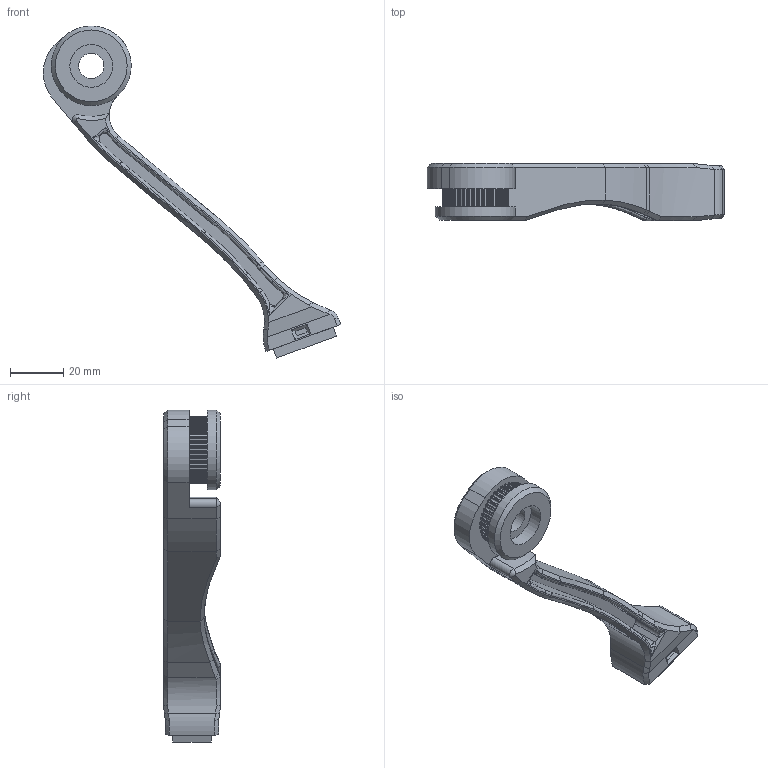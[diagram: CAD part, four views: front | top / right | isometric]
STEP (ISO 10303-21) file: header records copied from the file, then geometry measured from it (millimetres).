
FILE_DESCRIPTION(/* description */ (''),/* implementation_level */ '2;1');
FILE_NAME(/* name */ '5f1a55cdb9fe9c131d37990d',/* time_stamp */ '2020-07-24T03:30:23+00:00',/* author */ (''),/* organization */ (''),/* preprocessor_version */ 'ST-DEVELOPER v16.7',/* originating_system */ $,/* authorisation */ $);
FILE_SCHEMA (('AUTOMOTIVE_DESIGN {1 0 10303 214 3 1 1}'));
Length unit declared in the file: metre
Products named in the file (1): Lower Leg
Bounding box: 111.89 x 21.4 x 124.84 mm (x, y, z)
Volume: 34627.9 mm3; surface area: 15177.3 mm2
Topology: 1 solids, 1 shells, 469 faces, 1334 edges, 869 vertices
Faces by surface type: cylinder 350, plane 66, bspline 31, cone 19, torus 3
Full cylindrical faces by diameter (mm): 9.5 x1, 16.1 x2, 30 x1
Entity records: 16671 total; most frequent: CARTESIAN_POINT 4106, DIRECTION 2815, ORIENTED_EDGE 2648, EDGE_CURVE 1324, AXIS2_PLACEMENT_3D 1157, VERTEX_POINT 868, CIRCLE 715, LINE 501
